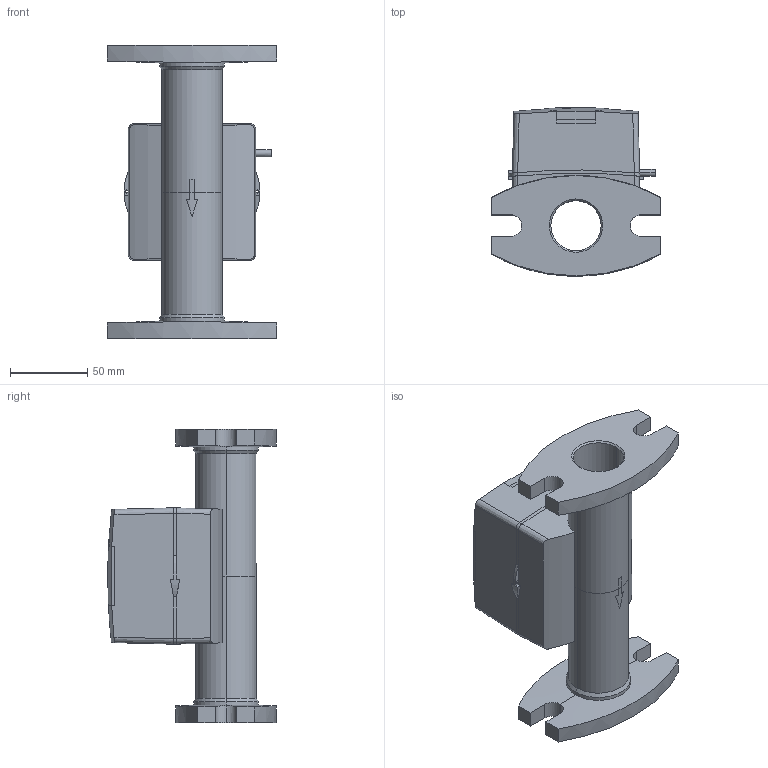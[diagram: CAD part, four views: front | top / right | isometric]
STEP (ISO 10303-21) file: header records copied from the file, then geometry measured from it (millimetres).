
FILE_DESCRIPTION (( 'STEP AP214' ), '1' );
FILE_NAME ('HYDRUS2_HWZ__DN32_BL190mm_OF_USA-214.step', '2020-12-22T12:10:13', ( '' ), ( '' ), 'SwSTEP 2.0', 'SolidWorks 2018', '' );
FILE_SCHEMA (( 'AUTOMOTIVE_DESIGN' ));
Length unit declared in the file: millimetre
Products named in the file (3): HYDRUS2_HWZ__DN32_BL190mm_OF_USA-214; 10000082722_SWP_000_DN32_BL190mm_OF; 10000082480_SWP_000_DN25-32
Assembly tree (2 placements, depth 2):
  HYDRUS2_HWZ__DN32_BL190mm_OF_USA-214
    10000082722_SWP_000_DN32_BL190mm_OF
    10000082480_SWP_000_DN25-32
Bounding box: 110 x 109.02 x 190 mm (x, y, z)
Volume: 592973.4 mm3; surface area: 105156.6 mm2
Topology: 3 solids, 3 shells, 117 faces, 357 edges, 253 vertices
Faces by surface type: plane 46, cylinder 36, bspline 23, cone 12
Entity records: 5454 total; most frequent: CARTESIAN_POINT 2431, ORIENTED_EDGE 714, DIRECTION 433, EDGE_CURVE 357, VERTEX_POINT 253, B_SPLINE_CURVE_WITH_KNOTS 154, AXIS2_PLACEMENT_3D 151, LINE 131
